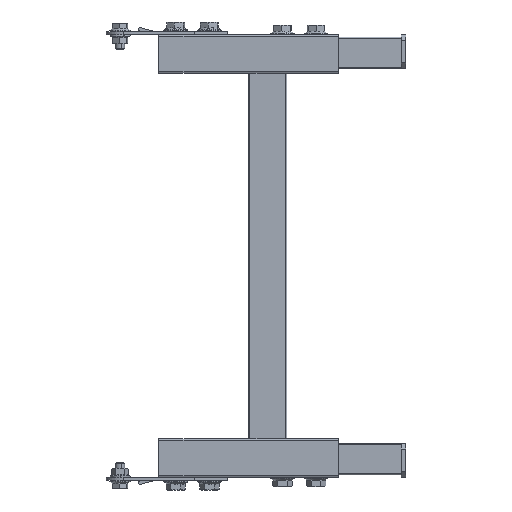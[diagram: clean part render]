
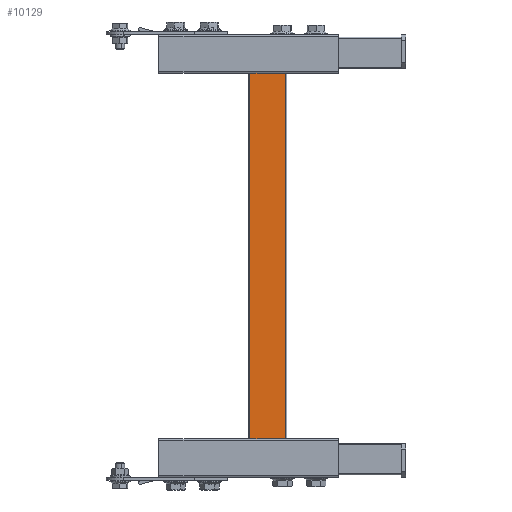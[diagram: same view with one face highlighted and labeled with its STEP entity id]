
A CAD part, left-side view. The second image highlights one B-rep face of the part: STEP entity #10129.
In plain terms, the highlighted planar face has unit normal (-1, 0, 0).
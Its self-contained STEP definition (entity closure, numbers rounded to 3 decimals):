
#99 = LINE ( 'NONE', #6323, #1010 ) ;
#166 = CARTESIAN_POINT ( 'NONE',  ( -17., 0., 17. ) ) ;
#311 = ORIENTED_EDGE ( 'NONE', *, *, #9279, .T. ) ;
#414 = CARTESIAN_POINT ( 'NONE',  ( -17., 326., 17. ) ) ;
#1010 = VECTOR ( 'NONE', #6290, 1000. ) ;
#1238 = DIRECTION ( 'NONE',  ( 0., 0., -1. ) ) ;
#1673 = AXIS2_PLACEMENT_3D ( 'NONE', #414, #6223, #1238 ) ;
#1839 = ORIENTED_EDGE ( 'NONE', *, *, #7827, .T. ) ;
#1938 = PLANE ( 'NONE',  #1673 ) ;
#2423 = EDGE_CURVE ( 'NONE', #9029, #5624, #8961, .T. ) ;
#2906 = EDGE_CURVE ( 'NONE', #5331, #5624, #5478, .T. ) ;
#3118 = CARTESIAN_POINT ( 'NONE',  ( -17., 0., 16. ) ) ;
#3411 = VECTOR ( 'NONE', #5482, 1000. ) ;
#3611 = ORIENTED_EDGE ( 'NONE', *, *, #2423, .T. ) ;
#3618 = CARTESIAN_POINT ( 'NONE',  ( -17., 326., 17. ) ) ;
#3816 = CARTESIAN_POINT ( 'NONE',  ( -17., 326., 16. ) ) ;
#3921 = VECTOR ( 'NONE', #10310, 1000. ) ;
#4262 = DIRECTION ( 'NONE',  ( 0., 0., 1. ) ) ;
#4334 = CARTESIAN_POINT ( 'NONE',  ( -17., 326., -16. ) ) ;
#4506 = VECTOR ( 'NONE', #4262, 1000. ) ;
#5331 = VERTEX_POINT ( 'NONE', #4334 ) ;
#5391 = FACE_OUTER_BOUND ( 'NONE', #7957, .T. ) ;
#5478 = LINE ( 'NONE', #3618, #3921 ) ;
#5482 = DIRECTION ( 'NONE',  ( 0., 1., 0. ) ) ;
#5624 = VERTEX_POINT ( 'NONE', #8166 ) ;
#6150 = CARTESIAN_POINT ( 'NONE',  ( -17., 0., -16. ) ) ;
#6223 = DIRECTION ( 'NONE',  ( 1., 0., 0. ) ) ;
#6290 = DIRECTION ( 'NONE',  ( 0., -1., 0. ) ) ;
#6323 = CARTESIAN_POINT ( 'NONE',  ( -17., 326., -16. ) ) ;
#6441 = LINE ( 'NONE', #166, #4506 ) ;
#7536 = ORIENTED_EDGE ( 'NONE', *, *, #2906, .F. ) ;
#7668 = VERTEX_POINT ( 'NONE', #6150 ) ;
#7827 = EDGE_CURVE ( 'NONE', #5331, #7668, #99, .T. ) ;
#7957 = EDGE_LOOP ( 'NONE', ( #311, #3611, #7536, #1839 ) ) ;
#8166 = CARTESIAN_POINT ( 'NONE',  ( -17., 326., 16. ) ) ;
#8961 = LINE ( 'NONE', #3816, #3411 ) ;
#9029 = VERTEX_POINT ( 'NONE', #3118 ) ;
#9279 = EDGE_CURVE ( 'NONE', #7668, #9029, #6441, .T. ) ;
#10129 = ADVANCED_FACE ( 'NONE', ( #5391 ), #1938, .F. ) ;
#10310 = DIRECTION ( 'NONE',  ( 0., 0., 1. ) ) ;
